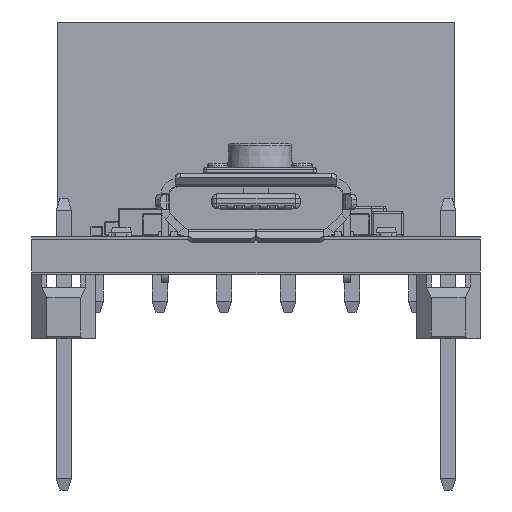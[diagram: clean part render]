
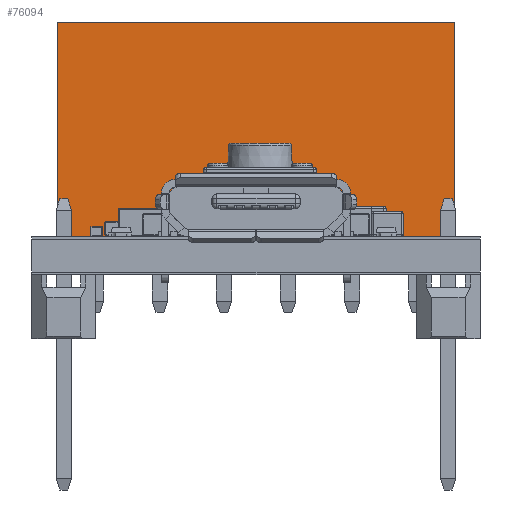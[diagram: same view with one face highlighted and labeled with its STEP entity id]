
A CAD part, front view. The second image highlights one B-rep face of the part: STEP entity #76094.
In plain terms, the highlighted face is planar.
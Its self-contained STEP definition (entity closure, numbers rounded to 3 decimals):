
#5034=FACE_OUTER_BOUND('',#9941,.T.);
#9941=EDGE_LOOP('',(#51645,#51646,#51647,#51648));
#14824=LINE('',#110493,#23673);
#14980=LINE('',#110788,#23829);
#14981=LINE('',#110790,#23830);
#14982=LINE('',#110791,#23831);
#23673=VECTOR('',#89020,10.);
#23829=VECTOR('',#89322,10.);
#23830=VECTOR('',#89323,10.);
#23831=VECTOR('',#89324,10.);
#32627=VERTEX_POINT('',#110490);
#32628=VERTEX_POINT('',#110492);
#32694=VERTEX_POINT('',#110787);
#32695=VERTEX_POINT('',#110789);
#39759=EDGE_CURVE('',#32628,#32627,#14824,.F.);
#39915=EDGE_CURVE('',#32627,#32694,#14980,.T.);
#39916=EDGE_CURVE('',#32695,#32694,#14981,.T.);
#39917=EDGE_CURVE('',#32695,#32628,#14982,.T.);
#51645=ORIENTED_EDGE('',*,*,#39915,.T.);
#51646=ORIENTED_EDGE('',*,*,#39916,.F.);
#51647=ORIENTED_EDGE('',*,*,#39917,.T.);
#51648=ORIENTED_EDGE('',*,*,#39759,.T.);
#72527=PLANE('',#82050);
#76094=ADVANCED_FACE('',(#5034),#72527,.T.);
#82050=AXIS2_PLACEMENT_3D('',#110786,#89320,#89321);
#89020=DIRECTION('',(-1.,0.,0.));
#89320=DIRECTION('center_axis',(0.,0.,-1.));
#89321=DIRECTION('ref_axis',(1.,0.,0.));
#89322=DIRECTION('',(0.,-1.,0.));
#89323=DIRECTION('',(1.,0.,0.));
#89324=DIRECTION('',(0.,1.,0.));
#110490=CARTESIAN_POINT('',(15.748,8.51,-2.54));
#110492=CARTESIAN_POINT('',(0.,8.51,-2.54));
#110493=CARTESIAN_POINT('',(0.,8.51,-2.54));
#110786=CARTESIAN_POINT('Origin',(0.,4.255,-2.54));
#110787=CARTESIAN_POINT('',(15.748,0.,-2.54));
#110788=CARTESIAN_POINT('',(15.748,0.,-2.54));
#110789=CARTESIAN_POINT('',(0.,0.,-2.54));
#110790=CARTESIAN_POINT('',(0.,0.,-2.54));
#110791=CARTESIAN_POINT('',(0.,0.,-2.54));
